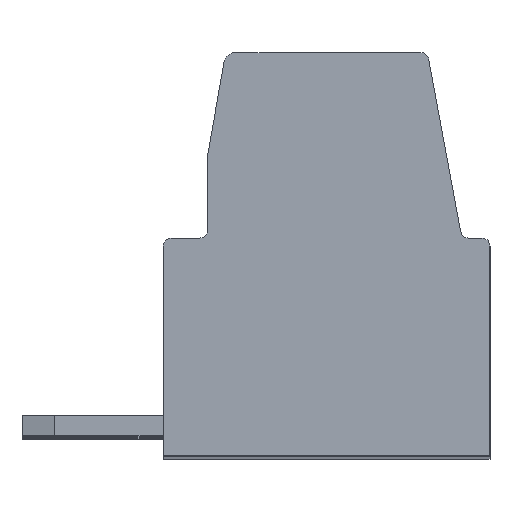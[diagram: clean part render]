
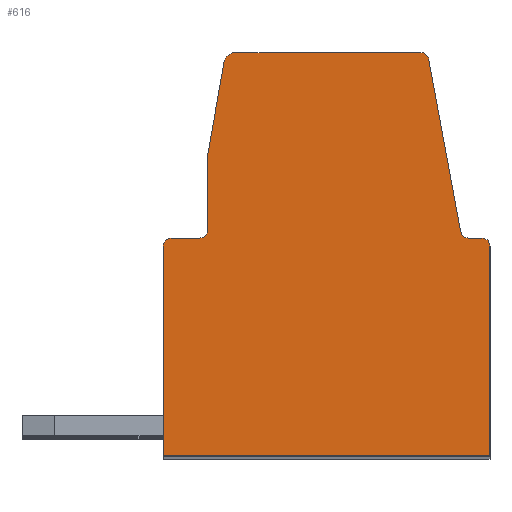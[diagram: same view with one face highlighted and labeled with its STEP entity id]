
A CAD part, top view. The second image highlights one B-rep face of the part: STEP entity #616.
In plain terms, the highlighted planar face has unit normal (0, 0, 1).
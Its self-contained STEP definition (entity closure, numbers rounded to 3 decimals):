
#616 = ADVANCED_FACE( '', ( #1546 ), #1547, .F. );
#1546 = FACE_OUTER_BOUND( '', #2845, .T. );
#1547 = PLANE( '', #2846 );
#2845 = EDGE_LOOP( '', ( #4488, #4489, #4490, #4491, #4492, #4493, #4494, #4495, #4496, #4497, #4498, #4499, #4500, #4501, #4502 ) );
#2846 = AXIS2_PLACEMENT_3D( '', #4503, #4504, #4505 );
#4488 = ORIENTED_EDGE( '', *, *, #8104, .T. );
#4489 = ORIENTED_EDGE( '', *, *, #8105, .T. );
#4490 = ORIENTED_EDGE( '', *, *, #8106, .F. );
#4491 = ORIENTED_EDGE( '', *, *, #7878, .T. );
#4492 = ORIENTED_EDGE( '', *, *, #8107, .T. );
#4493 = ORIENTED_EDGE( '', *, *, #8108, .T. );
#4494 = ORIENTED_EDGE( '', *, *, #8109, .T. );
#4495 = ORIENTED_EDGE( '', *, *, #8110, .T. );
#4496 = ORIENTED_EDGE( '', *, *, #8111, .F. );
#4497 = ORIENTED_EDGE( '', *, *, #7952, .T. );
#4498 = ORIENTED_EDGE( '', *, *, #7970, .F. );
#4499 = ORIENTED_EDGE( '', *, *, #8112, .T. );
#4500 = ORIENTED_EDGE( '', *, *, #8113, .T. );
#4501 = ORIENTED_EDGE( '', *, *, #7856, .T. );
#4502 = ORIENTED_EDGE( '', *, *, #8114, .F. );
#4503 = CARTESIAN_POINT( '', ( 0.81, -4.4, 0. ) );
#4504 = DIRECTION( '', ( 0., 0., -1. ) );
#4505 = DIRECTION( '', ( 0., 1., 0. ) );
#7856 = EDGE_CURVE( '', #9416, #9414, #9417, .T. );
#7878 = EDGE_CURVE( '', #9454, #9452, #9455, .T. );
#7952 = EDGE_CURVE( '', #9586, #9584, #9587, .T. );
#7970 = EDGE_CURVE( '', #9614, #9584, #9616, .T. );
#8104 = EDGE_CURVE( '', #9851, #9852, #9853, .T. );
#8105 = EDGE_CURVE( '', #9852, #9854, #9855, .T. );
#8106 = EDGE_CURVE( '', #9454, #9854, #9856, .T. );
#8107 = EDGE_CURVE( '', #9452, #9857, #9858, .T. );
#8108 = EDGE_CURVE( '', #9857, #9859, #9860, .T. );
#8109 = EDGE_CURVE( '', #9859, #9861, #9862, .T. );
#8110 = EDGE_CURVE( '', #9861, #9863, #9864, .T. );
#8111 = EDGE_CURVE( '', #9586, #9863, #9865, .T. );
#8112 = EDGE_CURVE( '', #9614, #9866, #9867, .T. );
#8113 = EDGE_CURVE( '', #9866, #9416, #9868, .T. );
#8114 = EDGE_CURVE( '', #9851, #9414, #9869, .T. );
#9414 = VERTEX_POINT( '', #11674 );
#9416 = VERTEX_POINT( '', #11677 );
#9417 = LINE( '', #11678, #11679 );
#9452 = VERTEX_POINT( '', #11729 );
#9454 = VERTEX_POINT( '', #11732 );
#9455 = LINE( '', #11733, #11734 );
#9584 = VERTEX_POINT( '', #11917 );
#9586 = VERTEX_POINT( '', #11920 );
#9587 = LINE( '', #11921, #11922 );
#9614 = VERTEX_POINT( '', #11961 );
#9616 = CIRCLE( '', #11964, 0.2 );
#9851 = VERTEX_POINT( '', #12302 );
#9852 = VERTEX_POINT( '', #12303 );
#9853 = LINE( '', #12304, #12305 );
#9854 = VERTEX_POINT( '', #12306 );
#9855 = LINE( '', #12307, #12308 );
#9856 = CIRCLE( '', #12309, 0.2 );
#9857 = VERTEX_POINT( '', #12310 );
#9858 = CIRCLE( '', #12311, 0.2 );
#9859 = VERTEX_POINT( '', #12312 );
#9860 = LINE( '', #12313, #12314 );
#9861 = VERTEX_POINT( '', #12315 );
#9862 = LINE( '', #12316, #12317 );
#9863 = VERTEX_POINT( '', #12318 );
#9864 = LINE( '', #12319, #12320 );
#9865 = CIRCLE( '', #12321, 0.2 );
#9866 = VERTEX_POINT( '', #12322 );
#9867 = LINE( '', #12323, #12324 );
#9868 = CIRCLE( '', #12325, 0.2 );
#9869 = CIRCLE( '', #12326, 0.3 );
#11674 = CARTESIAN_POINT( '', ( -6.298, 10., 0. ) );
#11677 = CARTESIAN_POINT( '', ( -1.716, 10., 0. ) );
#11678 = CARTESIAN_POINT( '', ( -16.414, 10., 0. ) );
#11679 = VECTOR( '', #14718, 1000. );
#11729 = CARTESIAN_POINT( '', ( -7.9, 5.4, 0. ) );
#11732 = CARTESIAN_POINT( '', ( -7.2, 5.4, 0. ) );
#11733 = CARTESIAN_POINT( '', ( -16.414, 5.4, 0. ) );
#11734 = VECTOR( '', #14738, 1000. );
#11917 = CARTESIAN_POINT( '', ( -0.531, 5.4, 0. ) );
#11920 = CARTESIAN_POINT( '', ( -0.2, 5.4, 0. ) );
#11921 = CARTESIAN_POINT( '', ( -16.414, 5.4, 0. ) );
#11922 = VECTOR( '', #14806, 1000. );
#11961 = CARTESIAN_POINT( '', ( -0.728, 5.564, 0. ) );
#11964 = AXIS2_PLACEMENT_3D( '', #14820, #14821, #14822 );
#12302 = CARTESIAN_POINT( '', ( -6.594, 9.752, 0. ) );
#12303 = CARTESIAN_POINT( '', ( -7., 7.448, 0. ) );
#12304 = CARTESIAN_POINT( '', ( -11.564, -18.438, 0. ) );
#12305 = VECTOR( '', #14956, 1000. );
#12306 = CARTESIAN_POINT( '', ( -7., 5.6, 0. ) );
#12307 = CARTESIAN_POINT( '', ( -7., -18.438, 0. ) );
#12308 = VECTOR( '', #14957, 1000. );
#12309 = AXIS2_PLACEMENT_3D( '', #14958, #14959, #14960 );
#12310 = CARTESIAN_POINT( '', ( -8.1, 5.2, 0. ) );
#12311 = AXIS2_PLACEMENT_3D( '', #14961, #14962, #14963 );
#12312 = CARTESIAN_POINT( '', ( -8.1, 0., 0. ) );
#12313 = CARTESIAN_POINT( '', ( -8.1, -18.438, 0. ) );
#12314 = VECTOR( '', #14964, 1000. );
#12315 = CARTESIAN_POINT( '', ( 0., 0., 0. ) );
#12316 = CARTESIAN_POINT( '', ( -16.414, 0., 0. ) );
#12317 = VECTOR( '', #14965, 1000. );
#12318 = CARTESIAN_POINT( '', ( 0., 5.2, 0. ) );
#12319 = CARTESIAN_POINT( '', ( 0., -18.438, 0. ) );
#12320 = VECTOR( '', #14966, 1000. );
#12321 = AXIS2_PLACEMENT_3D( '', #14967, #14968, #14969 );
#12322 = CARTESIAN_POINT( '', ( -1.52, 9.836, 0. ) );
#12323 = CARTESIAN_POINT( '', ( 3.721, -18.438, 0. ) );
#12324 = VECTOR( '', #14970, 1000. );
#12325 = AXIS2_PLACEMENT_3D( '', #14971, #14972, #14973 );
#12326 = AXIS2_PLACEMENT_3D( '', #14974, #14975, #14976 );
#14718 = DIRECTION( '', ( -1., 0., 0. ) );
#14738 = DIRECTION( '', ( -1., 0., 0. ) );
#14806 = DIRECTION( '', ( -1., 0., 0. ) );
#14820 = CARTESIAN_POINT( '', ( -0.531, 5.6, 0. ) );
#14821 = DIRECTION( '', ( 0., 0., 1. ) );
#14822 = DIRECTION( '', ( 1., 0., 0. ) );
#14956 = DIRECTION( '', ( -0.174, -0.985, 0. ) );
#14957 = DIRECTION( '', ( 0., -1., 0. ) );
#14958 = CARTESIAN_POINT( '', ( -7.2, 5.6, 0. ) );
#14959 = DIRECTION( '', ( 0., 0., 1. ) );
#14960 = DIRECTION( '', ( 1., 0., 0. ) );
#14961 = CARTESIAN_POINT( '', ( -7.9, 5.2, 0. ) );
#14962 = DIRECTION( '', ( 0., 0., 1. ) );
#14963 = DIRECTION( '', ( 1., 0., 0. ) );
#14964 = DIRECTION( '', ( 0., -1., 0. ) );
#14965 = DIRECTION( '', ( 1., 0., 0. ) );
#14966 = DIRECTION( '', ( 0., 1., 0. ) );
#14967 = CARTESIAN_POINT( '', ( -0.2, 5.2, 0. ) );
#14968 = DIRECTION( '', ( 0., 0., -1. ) );
#14969 = DIRECTION( '', ( -1., 0., 0. ) );
#14970 = DIRECTION( '', ( -0.182, 0.983, 0. ) );
#14971 = CARTESIAN_POINT( '', ( -1.716, 9.8, 0. ) );
#14972 = DIRECTION( '', ( 0., 0., 1. ) );
#14973 = DIRECTION( '', ( 1., 0., 0. ) );
#14974 = CARTESIAN_POINT( '', ( -6.298, 9.7, 0. ) );
#14975 = DIRECTION( '', ( 0., 0., -1. ) );
#14976 = DIRECTION( '', ( -1., 0., 0. ) );
